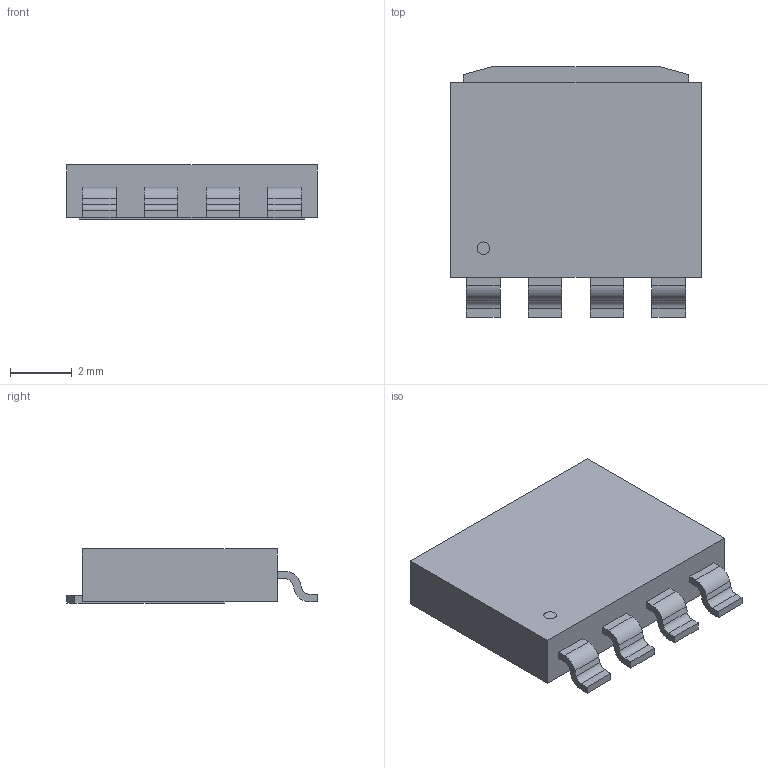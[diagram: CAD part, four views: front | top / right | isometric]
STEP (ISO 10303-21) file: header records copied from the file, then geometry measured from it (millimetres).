
FILE_DESCRIPTION(('STEP AP214'),'1');
FILE_NAME('LFPAK88_SOT1235_NEX','2024-12-13T02:15:43',(''),(''),'','','');
FILE_SCHEMA(('AUTOMOTIVE_DESIGN'));
Length unit declared in the file: millimetre
Products named in the file (1): product
Bounding box: 8.1 x 8.1 x 1.75 mm (x, y, z)
Volume: 91 mm3; surface area: 239.6 mm2
Topology: 7 solids, 7 shells, 81 faces, 201 edges, 134 vertices
Faces by surface type: plane 64, cylinder 17
Full cylindrical faces by diameter (mm): 0.405 x1
Entity records: 2443 total; most frequent: DIRECTION 400, ORIENTED_EDGE 400, CARTESIAN_POINT 235, EDGE_CURVE 200, LINE 166, VECTOR 166, VERTEX_POINT 134, AXIS2_PLACEMENT_3D 117
